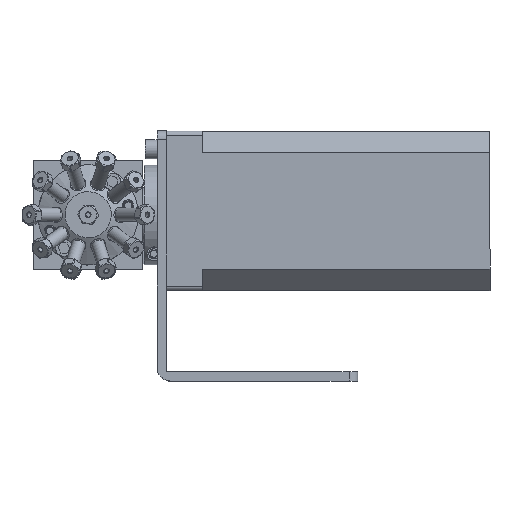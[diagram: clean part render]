
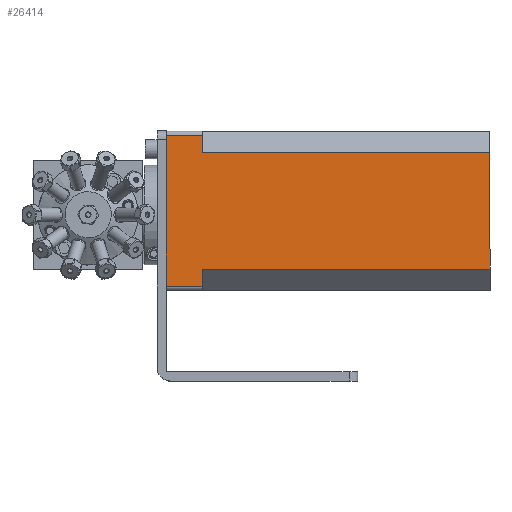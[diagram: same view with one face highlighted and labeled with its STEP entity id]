
A CAD part, top view. The second image highlights one B-rep face of the part: STEP entity #26414.
In plain terms, the highlighted planar face has unit normal (0, 0, 1).
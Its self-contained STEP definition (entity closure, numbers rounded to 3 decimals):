
#25372=CARTESIAN_POINT('',(15.875,85.501,0.775));
#25373=VERTEX_POINT('',#25372);
#25391=CARTESIAN_POINT('',(3.175,85.501,0.775));
#25392=VERTEX_POINT('',#25391);
#25400=CARTESIAN_POINT('',(3.175,85.501,0.775));
#25401=DIRECTION('',(1.0,0.0,0.0));
#25402=VECTOR('',#25401,12.7);
#25403=LINE('',#25400,#25402);
#25404=EDGE_CURVE('',#25392,#25373,#25403,.T.);
#25838=CARTESIAN_POINT('',(3.175,33.017,0.775));
#25839=VERTEX_POINT('',#25838);
#25849=CARTESIAN_POINT('',(3.175,85.501,0.775));
#25850=DIRECTION('',(0.0,-1.0,0.0));
#25851=VECTOR('',#25850,52.484);
#25852=LINE('',#25849,#25851);
#25853=EDGE_CURVE('',#25392,#25839,#25852,.T.);
#26235=CARTESIAN_POINT('',(15.875,79.531,0.775));
#26236=VERTEX_POINT('',#26235);
#26237=CARTESIAN_POINT('',(15.875,79.531,0.775));
#26238=DIRECTION('',(0.0,1.0,0.0));
#26239=VECTOR('',#26238,5.97);
#26240=LINE('',#26237,#26239);
#26241=EDGE_CURVE('',#26236,#25373,#26240,.T.);
#26268=CARTESIAN_POINT('',(115.875,38.987,0.775));
#26269=VERTEX_POINT('',#26268);
#26276=CARTESIAN_POINT('',(15.875,38.987,0.775));
#26277=VERTEX_POINT('',#26276);
#26278=CARTESIAN_POINT('',(15.875,38.987,0.775));
#26279=DIRECTION('',(1.0,0.0,0.0));
#26280=VECTOR('',#26279,100.0);
#26281=LINE('',#26278,#26280);
#26282=EDGE_CURVE('',#26277,#26269,#26281,.T.);
#26343=CARTESIAN_POINT('',(115.875,79.531,0.775));
#26344=VERTEX_POINT('',#26343);
#26351=CARTESIAN_POINT('',(115.875,38.987,0.775));
#26352=DIRECTION('',(0.0,1.0,0.0));
#26353=VECTOR('',#26352,40.544);
#26354=LINE('',#26351,#26353);
#26355=EDGE_CURVE('',#26269,#26344,#26354,.T.);
#26369=CARTESIAN_POINT('',(15.875,33.017,0.775));
#26370=VERTEX_POINT('',#26369);
#26380=CARTESIAN_POINT('',(15.875,33.017,0.775));
#26381=DIRECTION('',(0.0,1.0,0.0));
#26382=VECTOR('',#26381,5.97);
#26383=LINE('',#26380,#26382);
#26384=EDGE_CURVE('',#26370,#26277,#26383,.T.);
#26389=CARTESIAN_POINT('',(3.175,31.497,0.775));
#26390=DIRECTION('',(0.0,0.0,1.0));
#26391=DIRECTION('',(-1.0,0.0,0.0));
#26392=AXIS2_PLACEMENT_3D('',#26389,#26390,#26391);
#26393=PLANE('',#26392);
#26394=CARTESIAN_POINT('',(15.875,33.017,0.775));
#26395=DIRECTION('',(-1.0,0.0,0.0));
#26396=VECTOR('',#26395,12.7);
#26397=LINE('',#26394,#26396);
#26398=EDGE_CURVE('',#26370,#25839,#26397,.T.);
#26399=ORIENTED_EDGE('',*,*,#26398,.F.);
#26400=ORIENTED_EDGE('',*,*,#26384,.T.);
#26401=ORIENTED_EDGE('',*,*,#26282,.T.);
#26402=ORIENTED_EDGE('',*,*,#26355,.T.);
#26403=CARTESIAN_POINT('',(115.875,79.531,0.775));
#26404=DIRECTION('',(-1.0,0.0,0.0));
#26405=VECTOR('',#26404,100.0);
#26406=LINE('',#26403,#26405);
#26407=EDGE_CURVE('',#26344,#26236,#26406,.T.);
#26408=ORIENTED_EDGE('',*,*,#26407,.T.);
#26409=ORIENTED_EDGE('',*,*,#26241,.T.);
#26410=ORIENTED_EDGE('',*,*,#25404,.F.);
#26411=ORIENTED_EDGE('',*,*,#25853,.T.);
#26412=EDGE_LOOP('',(#26399,#26400,#26401,#26402,#26408,#26409,#26410,#26411));
#26413=FACE_OUTER_BOUND('',#26412,.T.);
#26414=ADVANCED_FACE('',(#26413),#26393,.T.);
